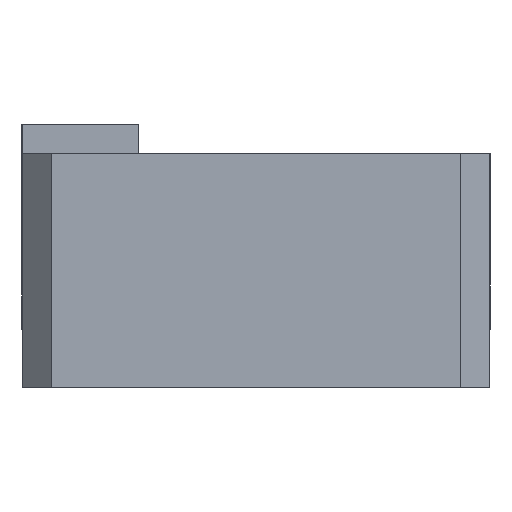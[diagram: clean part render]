
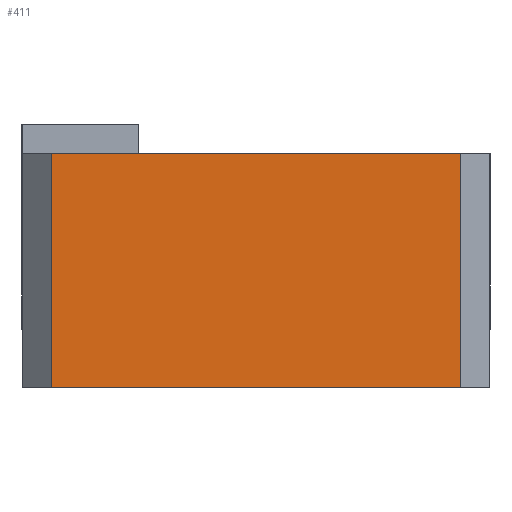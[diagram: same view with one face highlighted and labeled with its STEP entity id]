
A CAD part, front view. The second image highlights one B-rep face of the part: STEP entity #411.
In plain terms, the highlighted planar face has unit normal (0, -1, 0).
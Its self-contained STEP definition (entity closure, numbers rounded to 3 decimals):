
#1 = LINE ( 'NONE', #557, #252 ) ;
#4 = DIRECTION ( 'NONE',  ( 0., 0., 1. ) ) ;
#16 = EDGE_LOOP ( 'NONE', ( #431, #444, #696, #179 ) ) ;
#18 = DIRECTION ( 'NONE',  ( -1., 0., 0. ) ) ;
#51 = CARTESIAN_POINT ( 'NONE',  ( 3.5, 0., 0. ) ) ;
#62 = DIRECTION ( 'NONE',  ( 0., 0., -1. ) ) ;
#76 = VERTEX_POINT ( 'NONE', #51 ) ;
#133 = AXIS2_PLACEMENT_3D ( 'NONE', #568, #426, #251 ) ;
#179 = ORIENTED_EDGE ( 'NONE', *, *, #264, .F. ) ;
#239 = LINE ( 'NONE', #509, #489 ) ;
#243 = LINE ( 'NONE', #613, #555 ) ;
#250 = EDGE_CURVE ( 'NONE', #76, #341, #750, .T. ) ;
#251 = DIRECTION ( 'NONE',  ( 0., 0., -1. ) ) ;
#252 = VECTOR ( 'NONE', #504, 1000. ) ;
#256 = CARTESIAN_POINT ( 'NONE',  ( -3.5, 0., 0. ) ) ;
#264 = EDGE_CURVE ( 'NONE', #785, #76, #243, .T. ) ;
#310 = FACE_OUTER_BOUND ( 'NONE', #16, .T. ) ;
#326 = VERTEX_POINT ( 'NONE', #439 ) ;
#330 = CARTESIAN_POINT ( 'NONE',  ( 4., 0., 0. ) ) ;
#341 = VERTEX_POINT ( 'NONE', #256 ) ;
#352 = EDGE_CURVE ( 'NONE', #785, #326, #1, .T. ) ;
#400 = EDGE_CURVE ( 'NONE', #341, #326, #239, .T. ) ;
#411 = ADVANCED_FACE ( 'NONE', ( #310 ), #742, .F. ) ;
#413 = VECTOR ( 'NONE', #18, 1000. ) ;
#426 = DIRECTION ( 'NONE',  ( 0., 1., 0. ) ) ;
#431 = ORIENTED_EDGE ( 'NONE', *, *, #352, .T. ) ;
#439 = CARTESIAN_POINT ( 'NONE',  ( -3.5, 0., 4. ) ) ;
#444 = ORIENTED_EDGE ( 'NONE', *, *, #400, .F. ) ;
#489 = VECTOR ( 'NONE', #4, 1000. ) ;
#504 = DIRECTION ( 'NONE',  ( -1., 0., 0. ) ) ;
#509 = CARTESIAN_POINT ( 'NONE',  ( -3.5, 0., 4. ) ) ;
#555 = VECTOR ( 'NONE', #62, 1000. ) ;
#557 = CARTESIAN_POINT ( 'NONE',  ( 4., 0., 4. ) ) ;
#568 = CARTESIAN_POINT ( 'NONE',  ( 4., 0., 4. ) ) ;
#585 = CARTESIAN_POINT ( 'NONE',  ( 3.5, 0., 4. ) ) ;
#613 = CARTESIAN_POINT ( 'NONE',  ( 3.5, 0., 4. ) ) ;
#696 = ORIENTED_EDGE ( 'NONE', *, *, #250, .F. ) ;
#742 = PLANE ( 'NONE',  #133 ) ;
#750 = LINE ( 'NONE', #330, #413 ) ;
#785 = VERTEX_POINT ( 'NONE', #585 ) ;
